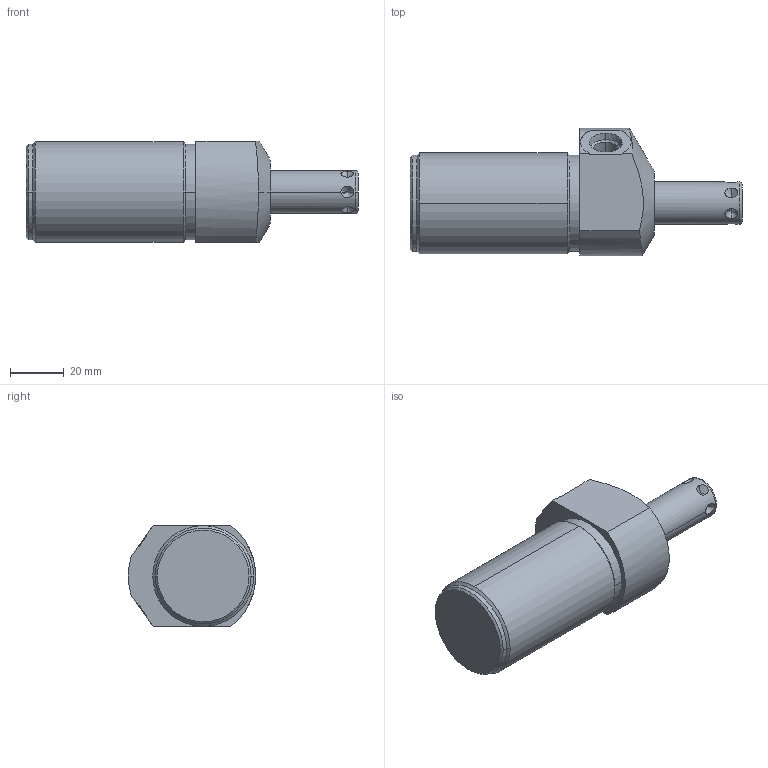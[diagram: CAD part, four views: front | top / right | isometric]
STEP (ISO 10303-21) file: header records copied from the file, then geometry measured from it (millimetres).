
FILE_DESCRIPTION((''),'2;1');
FILE_NAME('ILC14020901S','2018-01-17T',('jdw'),(''),'PRO/ENGINEER BY PARAMETRIC TECHNOLOGY CORPORATION, 2013320','PRO/ENGINEER BY PARAMETRIC TECHNOLOGY CORPORATION, 2013320','');
FILE_SCHEMA(('AUTOMOTIVE_DESIGN { 1 0 10303 214 1 1 1 1 }'));
Length unit declared in the file: inch
Products named in the file (1): ILC14020901S
Bounding box: 124.08 x 47.62 x 37.85 mm (x, y, z)
Volume: 112647.5 mm3; surface area: 17227.6 mm2
Topology: 1 solids, 2 shells, 73 faces, 184 edges, 109 vertices
Faces by surface type: cone 30, cylinder 26, plane 15, torus 2
Entity records: 3146 total; most frequent: CARTESIAN_POINT 671, DIRECTION 350, ORIENTED_EDGE 336, PRESENTATION_STYLE_ASSIGNMENT 181, STYLED_ITEM 172, CURVE_STYLE 170, EDGE_CURVE 170, AXIS2_PLACEMENT_3D 140
